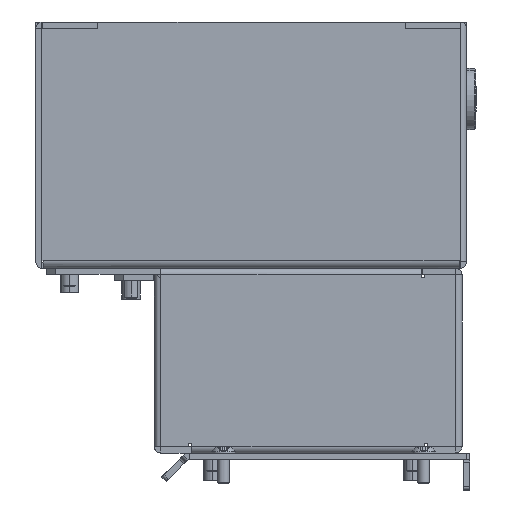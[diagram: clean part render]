
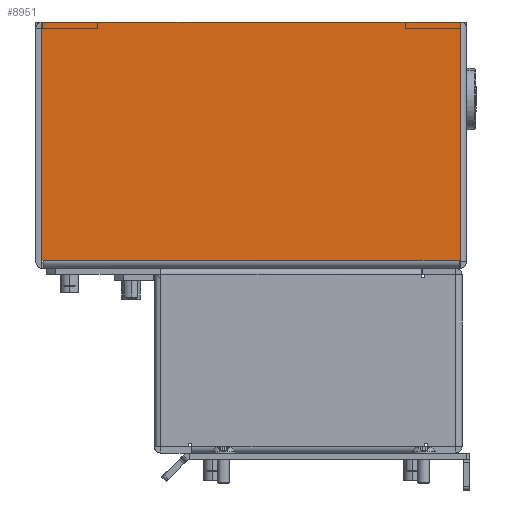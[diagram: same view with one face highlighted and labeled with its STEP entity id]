
A CAD part, left-side view. The second image highlights one B-rep face of the part: STEP entity #8951.
In plain terms, the highlighted face is planar.
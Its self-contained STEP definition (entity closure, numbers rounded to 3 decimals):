
#446 = LINE ( 'NONE', #11693, #15826 ) ;
#1273 = VERTEX_POINT ( 'NONE', #9623 ) ;
#1667 = VERTEX_POINT ( 'NONE', #5457 ) ;
#1760 = ORIENTED_EDGE ( 'NONE', *, *, #3775, .T. ) ;
#1813 = VECTOR ( 'NONE', #17007, 1000. ) ;
#2089 = ORIENTED_EDGE ( 'NONE', *, *, #2690, .F. ) ;
#2668 = LINE ( 'NONE', #6912, #5462 ) ;
#2690 = EDGE_CURVE ( 'NONE', #14505, #1667, #2668, .T. ) ;
#3225 = LINE ( 'NONE', #17199, #13482 ) ;
#3501 = DIRECTION ( 'NONE',  ( 0., 0., -1. ) ) ;
#3775 = EDGE_CURVE ( 'NONE', #9508, #1273, #10041, .T. ) ;
#3857 = EDGE_CURVE ( 'NONE', #1273, #4735, #3225, .T. ) ;
#3928 = EDGE_CURVE ( 'NONE', #9508, #16666, #446, .T. ) ;
#3978 = DIRECTION ( 'NONE',  ( 0., 1., 0. ) ) ;
#4078 = LINE ( 'NONE', #15276, #1813 ) ;
#4531 = DIRECTION ( 'NONE',  ( 0., -1., 0. ) ) ;
#4735 = VERTEX_POINT ( 'NONE', #12102 ) ;
#4775 = VECTOR ( 'NONE', #15615, 1000. ) ;
#5256 = DIRECTION ( 'NONE',  ( -1., 0., 0. ) ) ;
#5319 = CARTESIAN_POINT ( 'NONE',  ( 237., 2.5, 77.5 ) ) ;
#5457 = CARTESIAN_POINT ( 'NONE',  ( 237., 137.999, 0. ) ) ;
#5462 = VECTOR ( 'NONE', #12528, 1000. ) ;
#5545 = CARTESIAN_POINT ( 'NONE',  ( 237., 2.5, 77.9 ) ) ;
#5710 = CARTESIAN_POINT ( 'NONE',  ( 237., 0., 0. ) ) ;
#5801 = EDGE_CURVE ( 'NONE', #4735, #1667, #15459, .T. ) ;
#6269 = EDGE_CURVE ( 'NONE', #14505, #14896, #15889, .T. ) ;
#6621 = ORIENTED_EDGE ( 'NONE', *, *, #6269, .T. ) ;
#6912 = CARTESIAN_POINT ( 'NONE',  ( 237., 137.999, 80. ) ) ;
#6971 = FACE_OUTER_BOUND ( 'NONE', #7002, .T. ) ;
#7002 = EDGE_LOOP ( 'NONE', ( #6621, #14500, #12358, #1760, #12439, #12309, #2089 ) ) ;
#8951 = ADVANCED_FACE ( 'NONE', ( #6971 ), #18175, .F. ) ;
#9474 = CARTESIAN_POINT ( 'NONE',  ( 237., 137.999, 77.5 ) ) ;
#9508 = VERTEX_POINT ( 'NONE', #14038 ) ;
#9623 = CARTESIAN_POINT ( 'NONE',  ( 237., 2.1, 77.9 ) ) ;
#10041 = LINE ( 'NONE', #5545, #14348 ) ;
#10194 = EDGE_CURVE ( 'NONE', #14896, #16666, #4078, .T. ) ;
#10840 = DIRECTION ( 'NONE',  ( 0., -1., 0. ) ) ;
#11693 = CARTESIAN_POINT ( 'NONE',  ( 237., 2.5, 80. ) ) ;
#11875 = DIRECTION ( 'NONE',  ( 0., 0., -1. ) ) ;
#12102 = CARTESIAN_POINT ( 'NONE',  ( 237., 2.1, 0. ) ) ;
#12309 = ORIENTED_EDGE ( 'NONE', *, *, #5801, .T. ) ;
#12358 = ORIENTED_EDGE ( 'NONE', *, *, #3928, .F. ) ;
#12439 = ORIENTED_EDGE ( 'NONE', *, *, #3857, .T. ) ;
#12528 = DIRECTION ( 'NONE',  ( 0., 0., -1. ) ) ;
#13482 = VECTOR ( 'NONE', #3501, 1000. ) ;
#13595 = AXIS2_PLACEMENT_3D ( 'NONE', #17829, #5256, #10840 ) ;
#14038 = CARTESIAN_POINT ( 'NONE',  ( 237., 2.5, 77.9 ) ) ;
#14348 = VECTOR ( 'NONE', #4531, 1000. ) ;
#14500 = ORIENTED_EDGE ( 'NONE', *, *, #10194, .T. ) ;
#14505 = VERTEX_POINT ( 'NONE', #9474 ) ;
#14874 = CARTESIAN_POINT ( 'NONE',  ( 237., 137.5, 77.5 ) ) ;
#14896 = VERTEX_POINT ( 'NONE', #14874 ) ;
#15276 = CARTESIAN_POINT ( 'NONE',  ( 237., 137.5, 77.5 ) ) ;
#15459 = LINE ( 'NONE', #5710, #18204 ) ;
#15615 = DIRECTION ( 'NONE',  ( 0., -1., 0. ) ) ;
#15705 = CARTESIAN_POINT ( 'NONE',  ( 237., 0., 77.5 ) ) ;
#15826 = VECTOR ( 'NONE', #11875, 1000. ) ;
#15889 = LINE ( 'NONE', #15705, #4775 ) ;
#16666 = VERTEX_POINT ( 'NONE', #5319 ) ;
#17007 = DIRECTION ( 'NONE',  ( 0., -1., 0. ) ) ;
#17199 = CARTESIAN_POINT ( 'NONE',  ( 237., 2.1, 80. ) ) ;
#17829 = CARTESIAN_POINT ( 'NONE',  ( 237., 0., 80. ) ) ;
#18175 = PLANE ( 'NONE',  #13595 ) ;
#18204 = VECTOR ( 'NONE', #3978, 1000. ) ;
